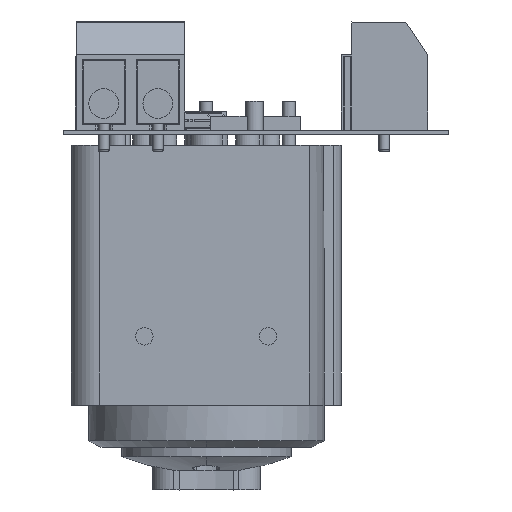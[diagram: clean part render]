
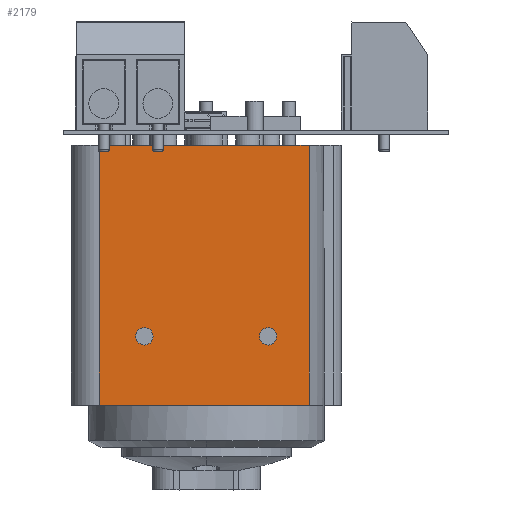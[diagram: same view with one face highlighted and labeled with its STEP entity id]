
A CAD part, front view. The second image highlights one B-rep face of the part: STEP entity #2179.
In plain terms, the highlighted planar face has unit normal (0, -1, 0).
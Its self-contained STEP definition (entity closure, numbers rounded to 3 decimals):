
#139 = VERTEX_POINT('',#140);
#140 = CARTESIAN_POINT('',(91.84,99.34,
    -25.411));
#147 = EDGE_CURVE('',#148,#139,#150,.T.);
#148 = VERTEX_POINT('',#149);
#149 = CARTESIAN_POINT('',(111.24,99.34,
    -25.411));
#150 = LINE('',#151,#152);
#151 = CARTESIAN_POINT('',(111.24,99.34,
    -25.411));
#152 = VECTOR('',#153,1.);
#153 = DIRECTION('',(-1.,0.,0.));
#295 = VERTEX_POINT('',#296);
#296 = CARTESIAN_POINT('',(111.24,99.34,
    -1.411));
#302 = EDGE_CURVE('',#295,#303,#305,.T.);
#303 = VERTEX_POINT('',#304);
#304 = CARTESIAN_POINT('',(91.84,99.34,
    -1.411));
#305 = LINE('',#306,#307);
#306 = CARTESIAN_POINT('',(111.24,99.34,
    -1.411));
#307 = VECTOR('',#308,1.);
#308 = DIRECTION('',(-1.,0.,0.));
#2167 = EDGE_CURVE('',#148,#295,#2168,.T.);
#2168 = LINE('',#2169,#2170);
#2169 = CARTESIAN_POINT('',(111.24,99.34,
    -25.411));
#2170 = VECTOR('',#2171,1.);
#2171 = DIRECTION('',(0.,0.,1.));
#2179 = ADVANCED_FACE('',(#2180,#2191,#2211),#2231,.T.);
#2180 = FACE_BOUND('',#2181,.F.);
#2181 = EDGE_LOOP('',(#2182,#2183,#2189,#2190));
#2182 = ORIENTED_EDGE('',*,*,#147,.T.);
#2183 = ORIENTED_EDGE('',*,*,#2184,.T.);
#2184 = EDGE_CURVE('',#139,#303,#2185,.T.);
#2185 = LINE('',#2186,#2187);
#2186 = CARTESIAN_POINT('',(91.84,99.34,
    -25.411));
#2187 = VECTOR('',#2188,1.);
#2188 = DIRECTION('',(0.,0.,1.));
#2189 = ORIENTED_EDGE('',*,*,#302,.F.);
#2190 = ORIENTED_EDGE('',*,*,#2167,.F.);
#2191 = FACE_BOUND('',#2192,.F.);
#2192 = EDGE_LOOP('',(#2193,#2204));
#2193 = ORIENTED_EDGE('',*,*,#2194,.T.);
#2194 = EDGE_CURVE('',#2195,#2197,#2199,.T.);
#2195 = VERTEX_POINT('',#2196);
#2196 = CARTESIAN_POINT('',(96.825,99.34,
    -19.061));
#2197 = VERTEX_POINT('',#2198);
#2198 = CARTESIAN_POINT('',(95.225,99.34,
    -19.061));
#2199 = CIRCLE('',#2200,0.8);
#2200 = AXIS2_PLACEMENT_3D('',#2201,#2202,#2203);
#2201 = CARTESIAN_POINT('',(96.025,99.34,
    -19.061));
#2202 = DIRECTION('',(0.,-1.,0.));
#2203 = DIRECTION('',(1.,0.,0.));
#2204 = ORIENTED_EDGE('',*,*,#2205,.T.);
#2205 = EDGE_CURVE('',#2197,#2195,#2206,.T.);
#2206 = CIRCLE('',#2207,0.8);
#2207 = AXIS2_PLACEMENT_3D('',#2208,#2209,#2210);
#2208 = CARTESIAN_POINT('',(96.025,99.34,
    -19.061));
#2209 = DIRECTION('',(0.,-1.,0.));
#2210 = DIRECTION('',(-1.,0.,0.));
#2211 = FACE_BOUND('',#2212,.F.);
#2212 = EDGE_LOOP('',(#2213,#2224));
#2213 = ORIENTED_EDGE('',*,*,#2214,.T.);
#2214 = EDGE_CURVE('',#2215,#2217,#2219,.T.);
#2215 = VERTEX_POINT('',#2216);
#2216 = CARTESIAN_POINT('',(108.255,99.34,
    -19.061));
#2217 = VERTEX_POINT('',#2218);
#2218 = CARTESIAN_POINT('',(106.655,99.34,
    -19.061));
#2219 = CIRCLE('',#2220,0.8);
#2220 = AXIS2_PLACEMENT_3D('',#2221,#2222,#2223);
#2221 = CARTESIAN_POINT('',(107.455,99.34,
    -19.061));
#2222 = DIRECTION('',(0.,-1.,0.));
#2223 = DIRECTION('',(1.,0.,0.));
#2224 = ORIENTED_EDGE('',*,*,#2225,.T.);
#2225 = EDGE_CURVE('',#2217,#2215,#2226,.T.);
#2226 = CIRCLE('',#2227,0.8);
#2227 = AXIS2_PLACEMENT_3D('',#2228,#2229,#2230);
#2228 = CARTESIAN_POINT('',(107.455,99.34,
    -19.061));
#2229 = DIRECTION('',(0.,-1.,0.));
#2230 = DIRECTION('',(-1.,0.,0.));
#2231 = PLANE('',#2232);
#2232 = AXIS2_PLACEMENT_3D('',#2233,#2234,#2235);
#2233 = CARTESIAN_POINT('',(111.24,99.34,
    -25.411));
#2234 = DIRECTION('',(0.,-1.,0.));
#2235 = DIRECTION('',(-1.,0.,0.));
